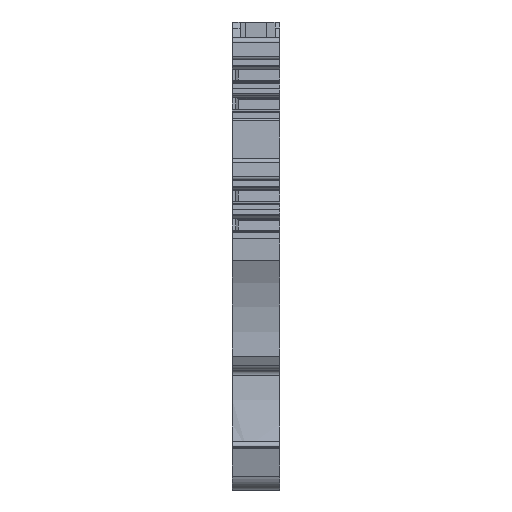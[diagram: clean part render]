
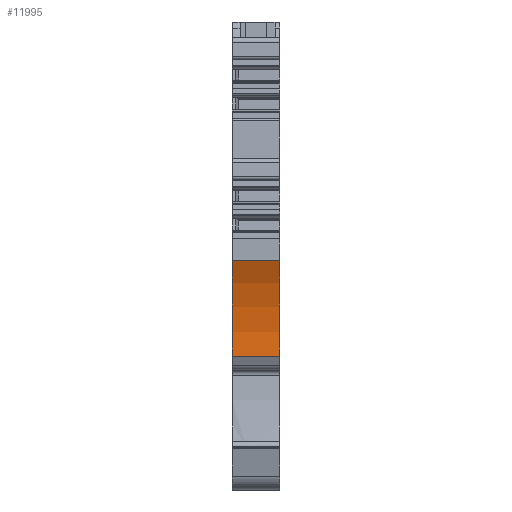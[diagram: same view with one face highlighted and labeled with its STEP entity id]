
A CAD part, front view. The second image highlights one B-rep face of the part: STEP entity #11995.
In plain terms, the highlighted cylindrical face has radius 19 mm (diameter 38 mm), a partial arc.
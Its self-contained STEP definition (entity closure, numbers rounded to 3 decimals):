
#11968=AXIS2_PLACEMENT_3D('Cylinder Axis2P3D',#11965,#11966,#11967) ;
#11981=AXIS2_PLACEMENT_3D('Circle Axis2P3D',#11979,#11980,$) ;
#11986=AXIS2_PLACEMENT_3D('Circle Axis2P3D',#11984,#11985,$) ;
#11943=CARTESIAN_POINT('Vertex',(0.,0.,24.75)) ;
#11946=CARTESIAN_POINT('Line Origine',(2.55,0.,24.75)) ;
#11950=CARTESIAN_POINT('Vertex',(5.1,0.,24.75)) ;
#11965=CARTESIAN_POINT('Axis2P3D Location',(2.55,-17.068,16.402)) ;
#11970=CARTESIAN_POINT('Line Origine',(2.55,1.829,14.425)) ;
#11974=CARTESIAN_POINT('Vertex',(0.,1.829,14.425)) ;
#11976=CARTESIAN_POINT('Vertex',(5.1,1.829,14.425)) ;
#11979=CARTESIAN_POINT('Axis2P3D Location',(5.1,-17.068,16.402)) ;
#11984=CARTESIAN_POINT('Axis2P3D Location',(0.,-17.068,16.402)) ;
#11947=DIRECTION('Vector Direction',(1.,0.,0.)) ;
#11966=DIRECTION('Axis2P3D Direction',(1.,0.,0.)) ;
#11967=DIRECTION('Axis2P3D XDirection',(0.,0.988,-0.154)) ;
#11971=DIRECTION('Vector Direction',(1.,0.,0.)) ;
#11980=DIRECTION('Axis2P3D Direction',(1.,0.,0.)) ;
#11985=DIRECTION('Axis2P3D Direction',(1.,0.,0.)) ;
#11948=VECTOR('Line Direction',#11947,1.) ;
#11972=VECTOR('Line Direction',#11971,1.) ;
#11990=ORIENTED_EDGE('',*,*,#11978,.T.) ;
#11991=ORIENTED_EDGE('',*,*,#11983,.F.) ;
#11992=ORIENTED_EDGE('',*,*,#11952,.F.) ;
#11993=ORIENTED_EDGE('',*,*,#11988,.T.) ;
#11995=ADVANCED_FACE('Housing Z-Compact V.1\\Hauptk\X2\00F6\X0\rper',(#11994),#11969,.F.) ;
#11982=CIRCLE('generated circle',#11981,19.) ;
#11987=CIRCLE('generated circle',#11986,19.) ;
#11969=CYLINDRICAL_SURFACE('generated cylinder',#11968,19.) ;
#11952=EDGE_CURVE('',#11944,#11951,#11949,.T.) ;
#11978=EDGE_CURVE('',#11975,#11977,#11973,.T.) ;
#11983=EDGE_CURVE('',#11951,#11977,#11982,.F.) ;
#11988=EDGE_CURVE('',#11944,#11975,#11987,.F.) ;
#11989=EDGE_LOOP('',(#11990,#11991,#11992,#11993)) ;
#11994=FACE_OUTER_BOUND('',#11989,.T.) ;
#11949=LINE('Line',#11946,#11948) ;
#11973=LINE('Line',#11970,#11972) ;
#11944=VERTEX_POINT('',#11943) ;
#11951=VERTEX_POINT('',#11950) ;
#11975=VERTEX_POINT('',#11974) ;
#11977=VERTEX_POINT('',#11976) ;
